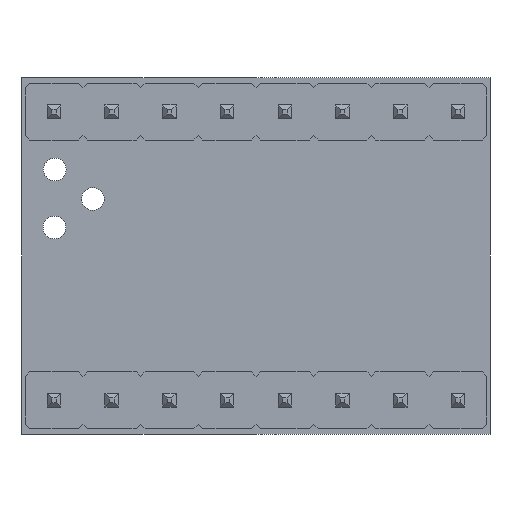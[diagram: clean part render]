
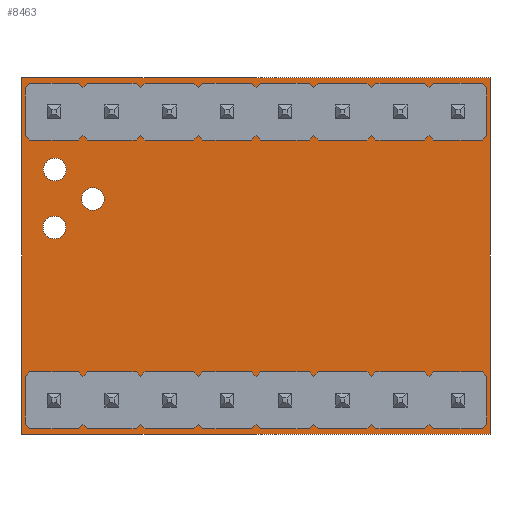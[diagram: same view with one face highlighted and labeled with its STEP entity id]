
A CAD part, front view. The second image highlights one B-rep face of the part: STEP entity #8463.
In plain terms, the highlighted planar face has unit normal (0, -1, 0).
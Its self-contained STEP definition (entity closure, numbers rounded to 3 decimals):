
#68=FACE_BOUND('',#1106,.T.);
#69=FACE_BOUND('',#1107,.T.);
#70=FACE_BOUND('',#1108,.T.);
#108=PLANE('',#9045);
#605=FACE_OUTER_BOUND('',#1105,.T.);
#1105=EDGE_LOOP('',(#6039,#6040,#6041,#6042));
#1106=EDGE_LOOP('',(#6043));
#1107=EDGE_LOOP('',(#6044));
#1108=EDGE_LOOP('',(#6045));
#1632=LINE('',#11800,#2835);
#1636=LINE('',#11808,#2839);
#1639=LINE('',#11814,#2842);
#1642=LINE('',#11819,#2845);
#2835=VECTOR('',#9571,10.);
#2839=VECTOR('',#9577,10.);
#2842=VECTOR('',#9582,10.);
#2845=VECTOR('',#9587,10.);
#4036=CIRCLE('',#9033,0.5);
#4038=CIRCLE('',#9036,0.5);
#4040=CIRCLE('',#9039,0.5);
#4042=VERTEX_POINT('',#11782);
#4044=VERTEX_POINT('',#11788);
#4046=VERTEX_POINT('',#11794);
#4047=VERTEX_POINT('',#11798);
#4048=VERTEX_POINT('',#11799);
#4051=VERTEX_POINT('',#11807);
#4053=VERTEX_POINT('',#11813);
#4797=EDGE_CURVE('',#4042,#4042,#4036,.T.);
#4800=EDGE_CURVE('',#4044,#4044,#4038,.T.);
#4803=EDGE_CURVE('',#4046,#4046,#4040,.T.);
#4804=EDGE_CURVE('',#4047,#4048,#1632,.T.);
#4808=EDGE_CURVE('',#4051,#4047,#1636,.T.);
#4811=EDGE_CURVE('',#4053,#4051,#1639,.T.);
#4814=EDGE_CURVE('',#4048,#4053,#1642,.T.);
#6039=ORIENTED_EDGE('',*,*,#4814,.F.);
#6040=ORIENTED_EDGE('',*,*,#4804,.F.);
#6041=ORIENTED_EDGE('',*,*,#4808,.F.);
#6042=ORIENTED_EDGE('',*,*,#4811,.F.);
#6043=ORIENTED_EDGE('',*,*,#4797,.T.);
#6044=ORIENTED_EDGE('',*,*,#4800,.T.);
#6045=ORIENTED_EDGE('',*,*,#4803,.T.);
#8463=ADVANCED_FACE('',(#605,#68,#69,#70),#108,.F.);
#9033=AXIS2_PLACEMENT_3D('',#11784,#9553,#9554);
#9036=AXIS2_PLACEMENT_3D('',#11790,#9560,#9561);
#9039=AXIS2_PLACEMENT_3D('',#11796,#9567,#9568);
#9045=AXIS2_PLACEMENT_3D('',#11822,#9591,#9592);
#9553=DIRECTION('center_axis',(0.,1.,0.));
#9554=DIRECTION('ref_axis',(-1.,0.,0.));
#9560=DIRECTION('center_axis',(0.,1.,0.));
#9561=DIRECTION('ref_axis',(-1.,0.,0.));
#9567=DIRECTION('center_axis',(0.,1.,0.));
#9568=DIRECTION('ref_axis',(-1.,0.,0.));
#9571=DIRECTION('',(-1.,0.,0.));
#9577=DIRECTION('',(0.,0.,-1.));
#9582=DIRECTION('',(1.,0.,0.));
#9587=DIRECTION('',(0.,0.,1.));
#9591=DIRECTION('center_axis',(0.,1.,0.));
#9592=DIRECTION('ref_axis',(1.,0.,0.));
#11782=CARTESIAN_POINT('',(1.924,0.,-6.594));
#11784=CARTESIAN_POINT('Origin',(1.424,0.,-6.594));
#11788=CARTESIAN_POINT('',(3.618,0.,-5.341));
#11790=CARTESIAN_POINT('Origin',(3.118,0.,-5.341));
#11794=CARTESIAN_POINT('',(1.94,0.,-4.04));
#11796=CARTESIAN_POINT('Origin',(1.44,0.,-4.04));
#11798=CARTESIAN_POINT('',(20.6,0.,-15.7));
#11799=CARTESIAN_POINT('',(0.,0.,-15.7));
#11800=CARTESIAN_POINT('',(20.6,0.,-15.7));
#11807=CARTESIAN_POINT('',(20.6,0.,0.));
#11808=CARTESIAN_POINT('',(20.6,0.,0.));
#11813=CARTESIAN_POINT('',(0.,0.,0.));
#11814=CARTESIAN_POINT('',(0.,0.,0.));
#11819=CARTESIAN_POINT('',(0.,0.,-15.7));
#11822=CARTESIAN_POINT('Origin',(10.3,0.,-7.85));
